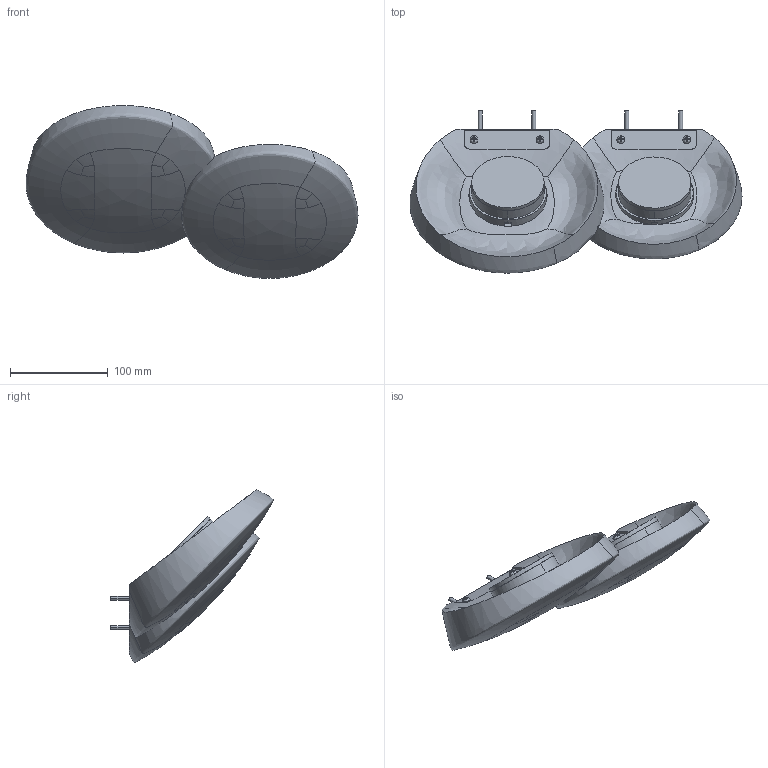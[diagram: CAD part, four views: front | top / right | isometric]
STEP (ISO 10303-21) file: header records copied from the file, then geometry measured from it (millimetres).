
FILE_DESCRIPTION(/* description */ (''),/* implementation_level */ '2;1');
FILE_NAME(/* name */ 'T395_P~1',/* time_stamp */ '2022-03-25T11:43:27+01:00',/* author */ (''),/* organization */ (''),/* preprocessor_version */ 'ST-DEVELOPER v16.5',/* originating_system */ '',/* authorisation */ '');
FILE_SCHEMA (('AUTOMOTIVE_DESIGN'));
Length unit declared in the file: millimetre
Products named in the file (1): Document
Bounding box: 339.25 x 165.93 x 176.63 mm (x, y, z)
Volume: 1659944.7 mm3; surface area: 252527.2 mm2
Topology: 23 solids, 23 shells, 585 faces, 1435 edges, 934 vertices
Faces by surface type: plane 310, bspline 275
Entity records: 31741 total; most frequent: CARTESIAN_POINT 22662, ORIENTED_EDGE 2870, EDGE_CURVE 1435, VERTEX_POINT 934, B_SPLINE_CURVE_WITH_KNOTS 819, EDGE_LOOP 683, ADVANCED_FACE 585, FACE_OUTER_BOUND 585
